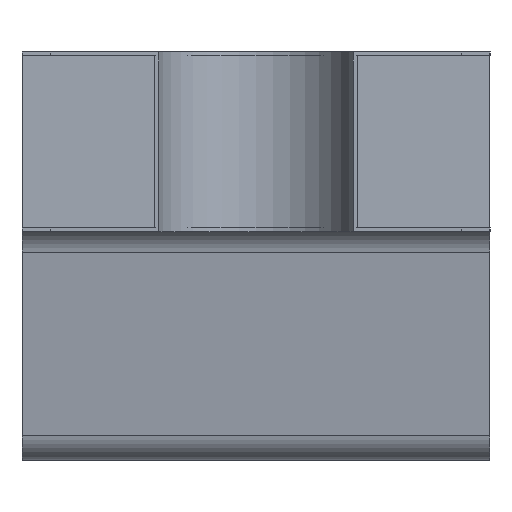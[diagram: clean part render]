
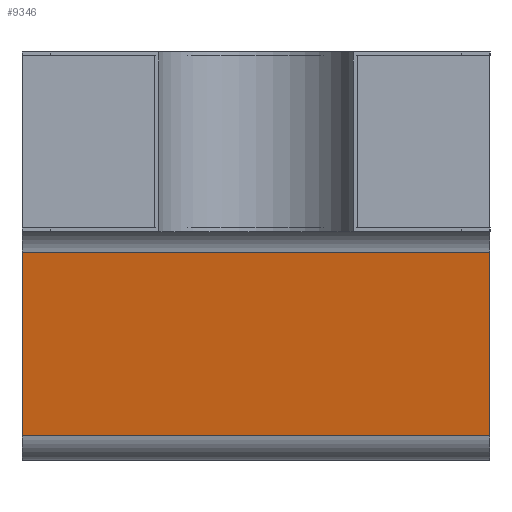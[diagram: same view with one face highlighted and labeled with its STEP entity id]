
A CAD part, left-side view. The second image highlights one B-rep face of the part: STEP entity #9346.
In plain terms, the highlighted planar face has unit normal (-0.99, 0, -0.139).
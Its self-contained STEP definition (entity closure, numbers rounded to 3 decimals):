
#249 = CARTESIAN_POINT ( 'NONE',  ( -0.613, 0., -0.61 ) ) ;
#277 = VERTEX_POINT ( 'NONE', #2734 ) ;
#463 = EDGE_CURVE ( 'NONE', #7385, #277, #12121, .T. ) ;
#1227 = DIRECTION ( 'NONE',  ( 0., 1., 0. ) ) ;
#1509 = DIRECTION ( 'NONE',  ( 0., -1., 0. ) ) ;
#1974 = VERTEX_POINT ( 'NONE', #4355 ) ;
#2404 = EDGE_CURVE ( 'NONE', #1974, #7852, #8568, .T. ) ;
#2454 = PLANE ( 'NONE',  #8941 ) ;
#2627 = CARTESIAN_POINT ( 'NONE',  ( -0.613, 0.625, -0.61 ) ) ;
#2734 = CARTESIAN_POINT ( 'NONE',  ( -0.622, -0.625, -0.545 ) ) ;
#4135 = ORIENTED_EDGE ( 'NONE', *, *, #2404, .F. ) ;
#4201 = ORIENTED_EDGE ( 'NONE', *, *, #15236, .T. ) ;
#4355 = CARTESIAN_POINT ( 'NONE',  ( -0.622, 0.625, -0.545 ) ) ;
#4639 = DIRECTION ( 'NONE',  ( 0.99, 0., 0.139 ) ) ;
#5117 = ORIENTED_EDGE ( 'NONE', *, *, #7065, .T. ) ;
#7049 = ORIENTED_EDGE ( 'NONE', *, *, #463, .F. ) ;
#7065 = EDGE_CURVE ( 'NONE', #1974, #277, #15064, .T. ) ;
#7252 = CARTESIAN_POINT ( 'NONE',  ( -0.613, -0.625, -0.61 ) ) ;
#7385 = VERTEX_POINT ( 'NONE', #14341 ) ;
#7387 = DIRECTION ( 'NONE',  ( -0.139, 0., 0.99 ) ) ;
#7830 = VECTOR ( 'NONE', #15217, 1000. ) ;
#7852 = VERTEX_POINT ( 'NONE', #13508 ) ;
#8568 = LINE ( 'NONE', #2627, #10810 ) ;
#8941 = AXIS2_PLACEMENT_3D ( 'NONE', #249, #4639, #1227 ) ;
#9346 = ADVANCED_FACE ( 'NONE', ( #10158 ), #2454, .F. ) ;
#9493 = EDGE_LOOP ( 'NONE', ( #7049, #4201, #4135, #5117 ) ) ;
#9611 = DIRECTION ( 'NONE',  ( 0.139, 0., -0.99 ) ) ;
#10158 = FACE_OUTER_BOUND ( 'NONE', #9493, .T. ) ;
#10484 = CARTESIAN_POINT ( 'NONE',  ( -0.622, -0.625, -0.545 ) ) ;
#10810 = VECTOR ( 'NONE', #7387, 1000. ) ;
#11858 = CARTESIAN_POINT ( 'NONE',  ( -0.691, 0., -0.055 ) ) ;
#12121 = LINE ( 'NONE', #7252, #13748 ) ;
#13508 = CARTESIAN_POINT ( 'NONE',  ( -0.691, 0.625, -0.055 ) ) ;
#13748 = VECTOR ( 'NONE', #9611, 1000. ) ;
#14240 = LINE ( 'NONE', #11858, #7830 ) ;
#14341 = CARTESIAN_POINT ( 'NONE',  ( -0.691, -0.625, -0.055 ) ) ;
#14515 = VECTOR ( 'NONE', #1509, 1000. ) ;
#15064 = LINE ( 'NONE', #10484, #14515 ) ;
#15217 = DIRECTION ( 'NONE',  ( 0., 1., 0. ) ) ;
#15236 = EDGE_CURVE ( 'NONE', #7385, #7852, #14240, .T. ) ;
